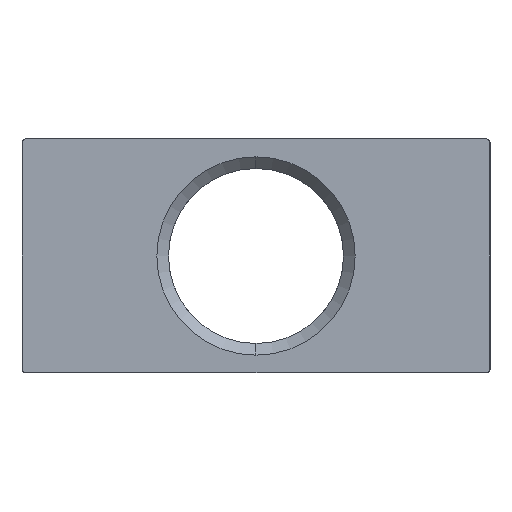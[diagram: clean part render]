
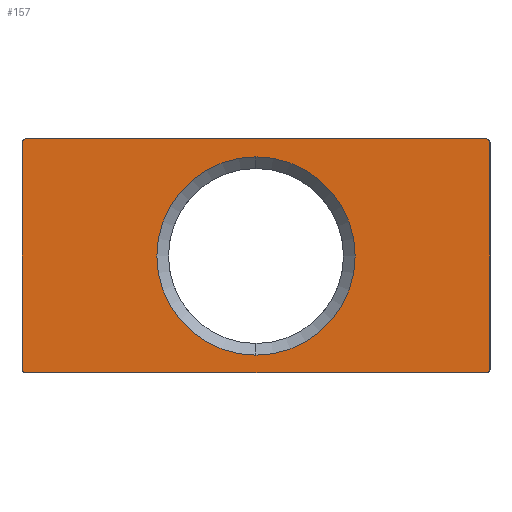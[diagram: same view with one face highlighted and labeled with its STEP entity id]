
A CAD part, left-side view. The second image highlights one B-rep face of the part: STEP entity #157.
In plain terms, the highlighted planar face has unit normal (-1, 0, 0).
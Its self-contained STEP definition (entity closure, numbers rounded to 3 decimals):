
#157=ADVANCED_FACE('',(#344,#345),#346,.T.);
#344=FACE_OUTER_BOUND('',#553,.T.);
#345=FACE_BOUND('',#554,.T.);
#346=PLANE('',#555);
#553=EDGE_LOOP('',(#988,#989,#990,#991,#992,#993,#994,#995));
#554=EDGE_LOOP('',(#996,#997));
#555=AXIS2_PLACEMENT_3D('',#998,#999,#1000);
#988=ORIENTED_EDGE('',*,*,#1317,.T.);
#989=ORIENTED_EDGE('',*,*,#1251,.F.);
#990=ORIENTED_EDGE('',*,*,#1343,.T.);
#991=ORIENTED_EDGE('',*,*,#1427,.T.);
#992=ORIENTED_EDGE('',*,*,#1428,.T.);
#993=ORIENTED_EDGE('',*,*,#1429,.T.);
#994=ORIENTED_EDGE('',*,*,#1430,.T.);
#995=ORIENTED_EDGE('',*,*,#1412,.F.);
#996=ORIENTED_EDGE('',*,*,#1431,.T.);
#997=ORIENTED_EDGE('',*,*,#1337,.T.);
#998=CARTESIAN_POINT('',(0.0,40.0,-10.0));
#999=DIRECTION('',(-1.0,0.0,0.0));
#1000=DIRECTION('',(0.0,0.0,1.0));
#1251=EDGE_CURVE('',#1501,#1497,#1503,.T.);
#1317=EDGE_CURVE('',#1620,#1497,#1621,.T.);
#1337=EDGE_CURVE('',#1651,#1649,#1652,.T.);
#1343=EDGE_CURVE('',#1501,#1658,#1660,.T.);
#1412=EDGE_CURVE('',#1620,#1758,#1759,.T.);
#1427=EDGE_CURVE('',#1658,#1783,#1784,.T.);
#1428=EDGE_CURVE('',#1783,#1785,#1786,.T.);
#1429=EDGE_CURVE('',#1785,#1787,#1788,.T.);
#1430=EDGE_CURVE('',#1787,#1758,#1789,.T.);
#1431=EDGE_CURVE('',#1649,#1651,#1790,.T.);
#1497=VERTEX_POINT('',#1887);
#1501=VERTEX_POINT('',#1893);
#1503=LINE('',#1896,#1897);
#1620=VERTEX_POINT('',#2202);
#1621=CIRCLE('',#2203,0.3);
#1649=VERTEX_POINT('',#2236);
#1651=VERTEX_POINT('',#2239);
#1652=CIRCLE('',#2240,8.475);
#1658=VERTEX_POINT('',#2247);
#1660=CIRCLE('',#2250,0.3);
#1758=VERTEX_POINT('',#2517);
#1759=LINE('',#2518,#2519);
#1783=VERTEX_POINT('',#2547);
#1784=LINE('',#2548,#2549);
#1785=VERTEX_POINT('',#2550);
#1786=CIRCLE('',#2551,0.3);
#1787=VERTEX_POINT('',#2552);
#1788=LINE('',#2553,#2554);
#1789=CIRCLE('',#2555,0.3);
#1790=CIRCLE('',#2556,8.475);
#1887=CARTESIAN_POINT('',(0.0,40.0,9.7));
#1893=CARTESIAN_POINT('',(0.0,40.0,-9.7));
#1896=CARTESIAN_POINT('',(0.0,40.0,-9.7));
#1897=VECTOR('',#2639,19.4);
#2202=CARTESIAN_POINT('',(0.0,39.7,10.0));
#2203=AXIS2_PLACEMENT_3D('',#2752,#2753,#2754);
#2236=CARTESIAN_POINT('',(0.0,20.0,-8.475));
#2239=CARTESIAN_POINT('',(0.0,20.0,8.475));
#2240=AXIS2_PLACEMENT_3D('',#2788,#2789,#2790);
#2247=CARTESIAN_POINT('',(0.0,39.7,-10.0));
#2250=AXIS2_PLACEMENT_3D('',#2799,#2800,#2801);
#2517=CARTESIAN_POINT('',(0.0,0.3,10.0));
#2518=CARTESIAN_POINT('',(0.0,39.7,10.0));
#2519=VECTOR('',#2892,39.4);
#2547=CARTESIAN_POINT('',(0.0,0.3,-10.0));
#2548=CARTESIAN_POINT('',(0.0,39.7,-10.0));
#2549=VECTOR('',#2921,39.4);
#2550=CARTESIAN_POINT('',(0.0,0.0,-9.7));
#2551=AXIS2_PLACEMENT_3D('',#2922,#2923,#2924);
#2552=CARTESIAN_POINT('',(0.0,0.0,9.7));
#2553=CARTESIAN_POINT('',(0.0,0.0,-9.7));
#2554=VECTOR('',#2925,19.4);
#2555=AXIS2_PLACEMENT_3D('',#2926,#2927,#2928);
#2556=AXIS2_PLACEMENT_3D('',#2929,#2930,#2931);
#2639=DIRECTION('',(0.0,0.0,1.0));
#2752=CARTESIAN_POINT('',(0.0,39.7,9.7));
#2753=DIRECTION('',(-1.0,0.0,0.0));
#2754=DIRECTION('',(0.0,0.0,1.0));
#2788=CARTESIAN_POINT('',(0.0,20.0,0.0));
#2789=DIRECTION('',(1.0,0.0,0.0));
#2790=DIRECTION('',(0.0,0.0,-1.0));
#2799=CARTESIAN_POINT('',(0.0,39.7,-9.7));
#2800=DIRECTION('',(-1.0,0.0,0.0));
#2801=DIRECTION('',(0.0,1.0,0.));
#2892=DIRECTION('',(0.0,-1.0,0.0));
#2921=DIRECTION('',(0.0,-1.0,0.0));
#2922=CARTESIAN_POINT('',(0.0,0.3,-9.7));
#2923=DIRECTION('',(-1.0,0.0,0.0));
#2924=DIRECTION('',(0.0,0.0,-1.0));
#2925=DIRECTION('',(0.0,0.0,1.0));
#2926=CARTESIAN_POINT('',(0.0,0.3,9.7));
#2927=DIRECTION('',(-1.0,0.0,0.0));
#2928=DIRECTION('',(0.0,-1.0,0.0));
#2929=CARTESIAN_POINT('',(0.0,20.0,0.0));
#2930=DIRECTION('',(1.0,0.0,0.0));
#2931=DIRECTION('',(0.0,0.0,-1.0));
